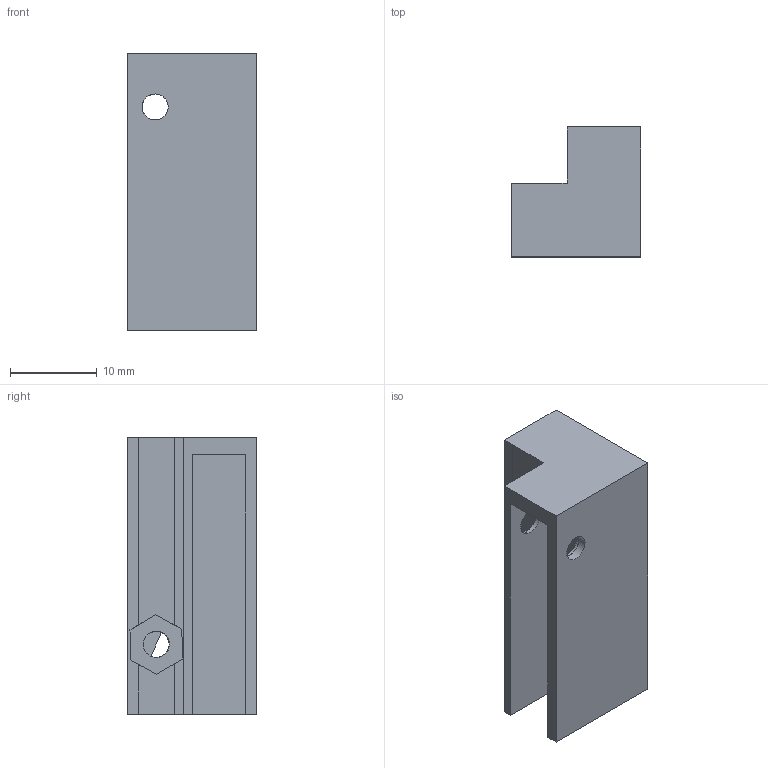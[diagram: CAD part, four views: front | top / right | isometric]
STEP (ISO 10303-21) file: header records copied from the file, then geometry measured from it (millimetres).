
FILE_DESCRIPTION(/* description */ (''),/* implementation_level */ '2;1');
FILE_NAME(/* name */ 'wall_conectors.step',/* time_stamp */ '2025-05-04T16:50:01+02:00',/* author */ (''),/* organization */ (''),/* preprocessor_version */ 'ST-DEVELOPER v20.1',/* originating_system */ 'Autodesk Translation Framework v14.4.0.0',/* authorisation */ '');
FILE_SCHEMA (('AUTOMOTIVE_DESIGN { 1 0 10303 214 3 1 1 }'));
Length unit declared in the file: millimetre
Products named in the file (1): angle snap
Bounding box: 15 x 15 x 32 mm (x, y, z)
Volume: 1888.1 mm3; surface area: 3183.8 mm2
Topology: 1 solids, 1 shells, 51 faces, 147 edges, 98 vertices
Faces by surface type: plane 35, cylinder 16
Full cylindrical faces by diameter (mm): 3 x2
Entity records: 1728 total; most frequent: CARTESIAN_POINT 297, ORIENTED_EDGE 294, DIRECTION 289, EDGE_CURVE 147, LINE 109, VECTOR 109, VERTEX_POINT 98, AXIS2_PLACEMENT_3D 90
